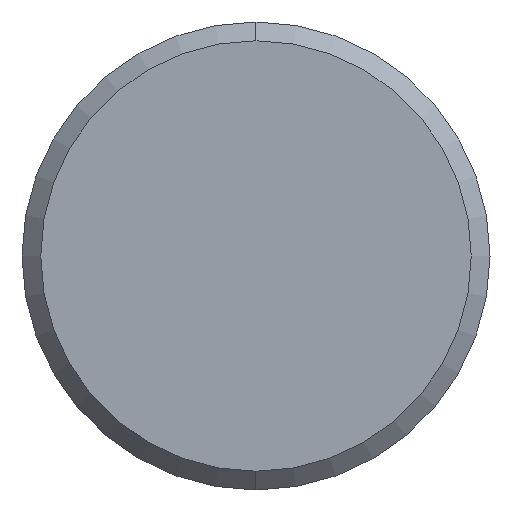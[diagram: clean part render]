
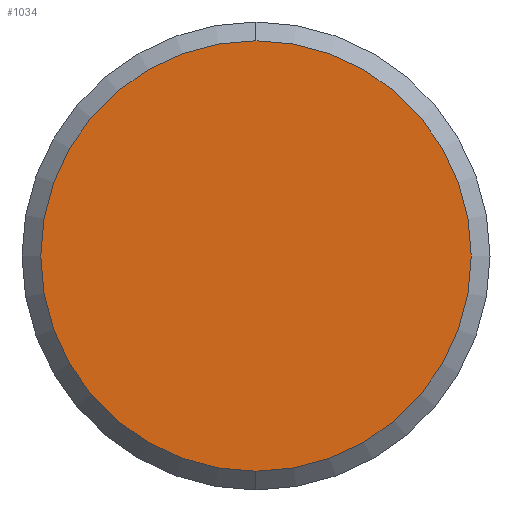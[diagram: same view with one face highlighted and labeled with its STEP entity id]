
A CAD part, left-side view. The second image highlights one B-rep face of the part: STEP entity #1034.
In plain terms, the highlighted planar face has unit normal (-1, 0, 0).
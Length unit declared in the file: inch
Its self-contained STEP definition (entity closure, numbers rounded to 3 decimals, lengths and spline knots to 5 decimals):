
#18 = DIRECTION ( 'NONE',  ( -1., 0., 0. ) ) ;
#102 = PLANE ( 'NONE',  #349 ) ;
#311 = FACE_OUTER_BOUND ( 'NONE', #1934, .T. ) ;
#349 = AXIS2_PLACEMENT_3D ( 'NONE', #1176, #2068, #1025 ) ;
#535 = CIRCLE ( 'NONE', #758, 0.11485 ) ;
#758 = AXIS2_PLACEMENT_3D ( 'NONE', #1632, #1873, #1398 ) ;
#962 = EDGE_CURVE ( 'NONE', #2369, #2416, #535, .T. ) ;
#1025 = DIRECTION ( 'NONE',  ( 0., 0., -1. ) ) ;
#1034 = ADVANCED_FACE ( 'NONE', ( #311 ), #102, .F. ) ;
#1169 = CIRCLE ( 'NONE', #2005, 0.11485 ) ;
#1176 = CARTESIAN_POINT ( 'NONE',  ( 0., 0., 0. ) ) ;
#1182 = EDGE_CURVE ( 'NONE', #2416, #2369, #1169, .T. ) ;
#1398 = DIRECTION ( 'NONE',  ( 0., 0., -1. ) ) ;
#1479 = CARTESIAN_POINT ( 'NONE',  ( 0., 0., -0.11485 ) ) ;
#1510 = CARTESIAN_POINT ( 'NONE',  ( 0., 0., 0.11485 ) ) ;
#1558 = CARTESIAN_POINT ( 'NONE',  ( 0., 0., 0. ) ) ;
#1632 = CARTESIAN_POINT ( 'NONE',  ( 0., 0., 0. ) ) ;
#1637 = ORIENTED_EDGE ( 'NONE', *, *, #1182, .T. ) ;
#1873 = DIRECTION ( 'NONE',  ( -1., 0., 0. ) ) ;
#1921 = ORIENTED_EDGE ( 'NONE', *, *, #962, .T. ) ;
#1934 = EDGE_LOOP ( 'NONE', ( #1637, #1921 ) ) ;
#2005 = AXIS2_PLACEMENT_3D ( 'NONE', #1558, #18, #2451 ) ;
#2068 = DIRECTION ( 'NONE',  ( 1., 0., 0. ) ) ;
#2369 = VERTEX_POINT ( 'NONE', #1510 ) ;
#2416 = VERTEX_POINT ( 'NONE', #1479 ) ;
#2451 = DIRECTION ( 'NONE',  ( 0., 0., -1. ) ) ;
